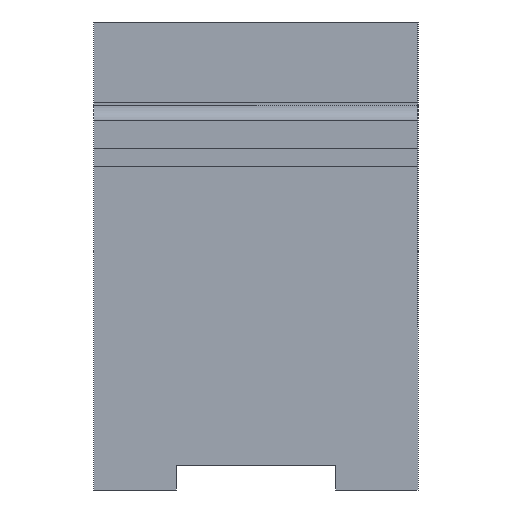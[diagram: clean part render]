
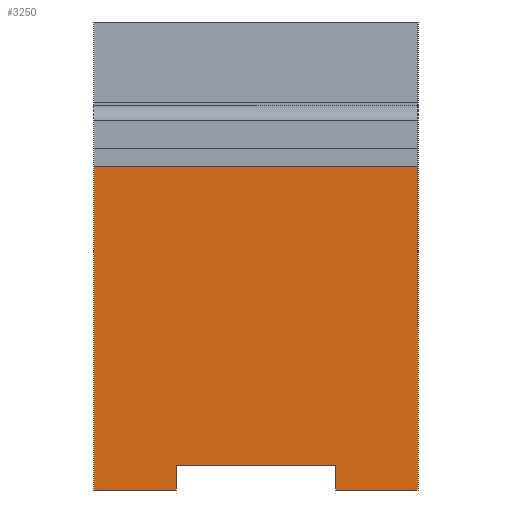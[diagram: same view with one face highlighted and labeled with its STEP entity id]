
A CAD part, left-side view. The second image highlights one B-rep face of the part: STEP entity #3250.
In plain terms, the highlighted planar face has unit normal (-1, 0, 0).
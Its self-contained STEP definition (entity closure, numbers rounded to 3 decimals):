
#276=FACE_OUTER_BOUND('',#469,.T.);
#469=EDGE_LOOP('',(#2570,#2571,#2572,#2573,#2574,#2575,#2576,#2577));
#728=LINE('',#4772,#1110);
#812=LINE('',#4938,#1194);
#816=LINE('',#4945,#1198);
#818=LINE('',#4951,#1200);
#824=LINE('',#4963,#1206);
#826=LINE('',#4966,#1208);
#827=LINE('',#4968,#1209);
#830=LINE('',#4972,#1212);
#1110=VECTOR('',#3867,10.);
#1194=VECTOR('',#4007,10.);
#1198=VECTOR('',#4013,10.);
#1200=VECTOR('',#4017,10.);
#1206=VECTOR('',#4025,10.);
#1208=VECTOR('',#4029,10.);
#1209=VECTOR('',#4032,10.);
#1212=VECTOR('',#4037,10.);
#1454=VERTEX_POINT('',#4769);
#1455=VERTEX_POINT('',#4771);
#1509=VERTEX_POINT('',#4936);
#1510=VERTEX_POINT('',#4941);
#1512=VERTEX_POINT('',#4947);
#1514=VERTEX_POINT('',#4950);
#1517=VERTEX_POINT('',#4957);
#1519=VERTEX_POINT('',#4961);
#1797=EDGE_CURVE('',#1454,#1455,#728,.T.);
#1881=EDGE_CURVE('',#1509,#1454,#812,.T.);
#1885=EDGE_CURVE('',#1510,#1455,#816,.T.);
#1887=EDGE_CURVE('',#1514,#1512,#818,.T.);
#1893=EDGE_CURVE('',#1517,#1519,#824,.T.);
#1895=EDGE_CURVE('',#1519,#1514,#826,.T.);
#1896=EDGE_CURVE('',#1517,#1509,#827,.T.);
#1899=EDGE_CURVE('',#1512,#1510,#830,.T.);
#2570=ORIENTED_EDGE('',*,*,#1887,.T.);
#2571=ORIENTED_EDGE('',*,*,#1899,.T.);
#2572=ORIENTED_EDGE('',*,*,#1885,.T.);
#2573=ORIENTED_EDGE('',*,*,#1797,.F.);
#2574=ORIENTED_EDGE('',*,*,#1881,.F.);
#2575=ORIENTED_EDGE('',*,*,#1896,.F.);
#2576=ORIENTED_EDGE('',*,*,#1893,.T.);
#2577=ORIENTED_EDGE('',*,*,#1895,.T.);
#3100=PLANE('',#3456);
#3250=ADVANCED_FACE('',(#276),#3100,.T.);
#3456=AXIS2_PLACEMENT_3D('',#4974,#4040,#4041);
#3867=DIRECTION('',(0.,-1.,0.));
#4007=DIRECTION('',(0.,0.,1.));
#4013=DIRECTION('',(0.,0.,1.));
#4017=DIRECTION('',(0.,0.,-1.));
#4025=DIRECTION('',(0.,0.,1.));
#4029=DIRECTION('',(0.,-1.,0.));
#4032=DIRECTION('',(0.,1.,0.));
#4037=DIRECTION('',(0.,-1.,0.));
#4040=DIRECTION('center_axis',(-1.,0.,0.));
#4041=DIRECTION('ref_axis',(0.,-1.,0.));
#4769=CARTESIAN_POINT('',(0.,35.5,36.));
#4771=CARTESIAN_POINT('',(0.,-0.5,36.));
#4772=CARTESIAN_POINT('',(0.,35.5,36.));
#4936=CARTESIAN_POINT('',(0.,35.5,0.));
#4938=CARTESIAN_POINT('',(0.,35.5,0.));
#4941=CARTESIAN_POINT('',(0.,-0.5,0.));
#4945=CARTESIAN_POINT('',(0.,-0.5,5.));
#4947=CARTESIAN_POINT('',(0.,8.65,0.));
#4950=CARTESIAN_POINT('',(0.,8.65,2.68));
#4951=CARTESIAN_POINT('',(0.,8.65,0.));
#4957=CARTESIAN_POINT('',(0.,26.35,0.));
#4961=CARTESIAN_POINT('',(0.,26.35,2.68));
#4963=CARTESIAN_POINT('',(0.,26.35,0.));
#4966=CARTESIAN_POINT('',(0.,26.25,2.68));
#4968=CARTESIAN_POINT('',(0.,35.,0.));
#4972=CARTESIAN_POINT('',(0.,35.,0.));
#4974=CARTESIAN_POINT('Origin',(0.,35.,0.));
